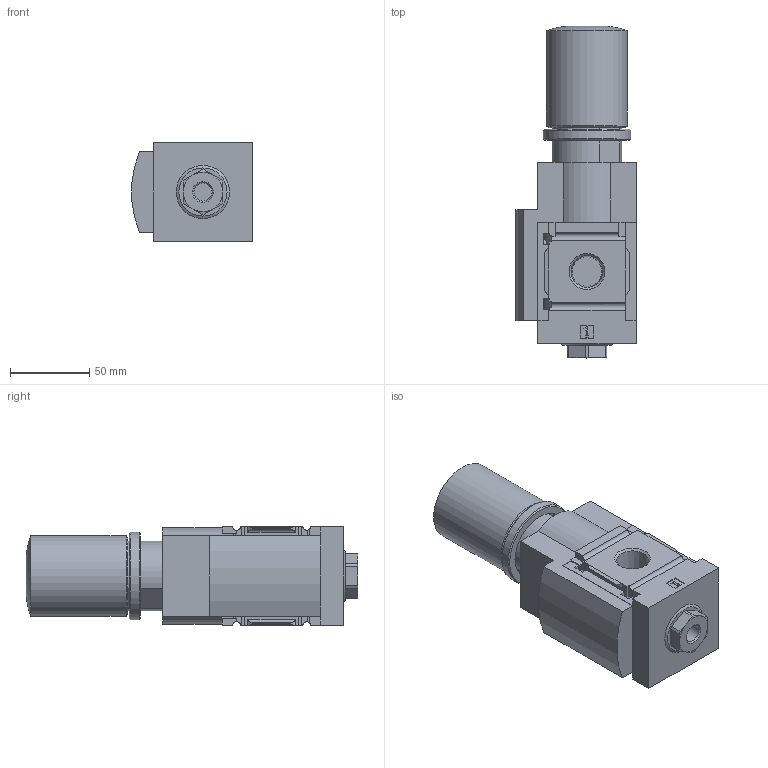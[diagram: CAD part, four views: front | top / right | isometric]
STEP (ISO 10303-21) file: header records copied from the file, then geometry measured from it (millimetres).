
FILE_DESCRIPTION(/* description */ ('STEP AP214'),/* implementation_level */ '2;1');
FILE_NAME(/* name */ '534984_MS6N-LRPB-1_2-D2-VS-Z',/* time_stamp */ '2024-09-11T15:18:00+02:00',/* author */ ('License CC BY-ND 4.0'),/* organization */ ('CADENAS'),/* preprocessor_version */ 'ST-DEVELOPER v19.3',/* originating_system */ 'PARTsolutions',/* authorisation */ ' ');
FILE_SCHEMA (('AUTOMOTIVE_DESIGN {1 0 10303 214 3 1 1}'));
Length unit declared in the file: millimetre
Products named in the file (3): 534984 MS6N-LRPB-1/2-D2-VS-Z; 535008 MS6N-LRPB-1/2-D2-VS-Z 0D; 651849 MS-LR-20
Assembly tree (2 placements, depth 2):
  534984 MS6N-LRPB-1/2-D2-VS-Z
    535008 MS6N-LRPB-1/2-D2-VS-Z 0D
    651849 MS-LR-20
Bounding box: 75.8 x 209.1 x 62 mm (x, y, z)
Volume: 592635.4 mm3; surface area: 68536.4 mm2
Topology: 2 solids, 2 shells, 242 faces, 642 edges, 420 vertices
Faces by surface type: plane 185, cylinder 37, cone 19, torus 1
Full cylindrical faces by diameter (mm): 5.5 x2, 6 x1, 11.445 x1, 42.917 x1, 51 x1, 55 x1
Entity records: 9067 total; most frequent: CARTESIAN_POINT 1374, ORIENTED_EDGE 1238, DIRECTION 1191, EDGE_CURVE 619, LINE 493, VECTOR 493, VERTEX_POINT 418, AXIS2_PLACEMENT_3D 349
